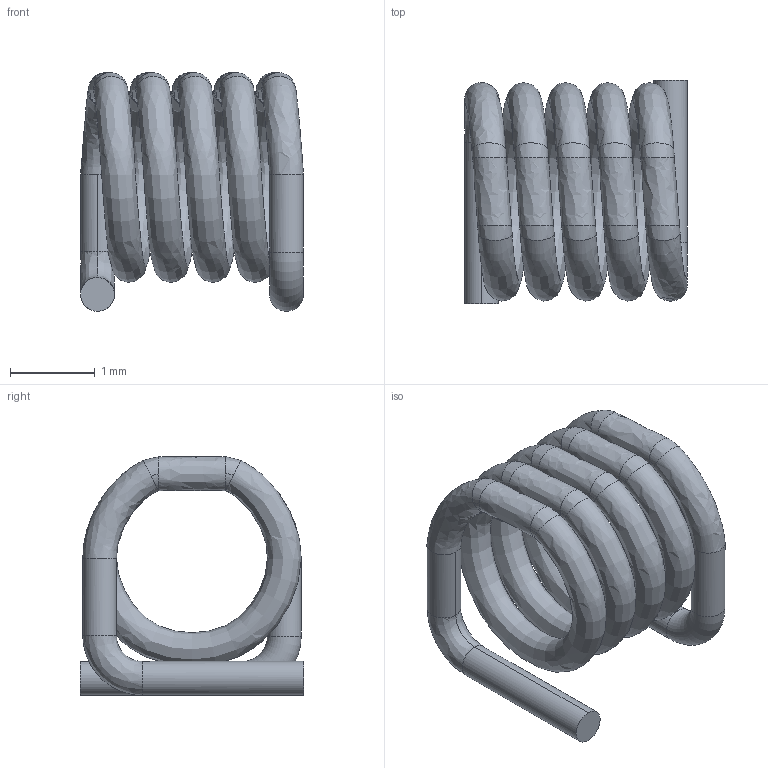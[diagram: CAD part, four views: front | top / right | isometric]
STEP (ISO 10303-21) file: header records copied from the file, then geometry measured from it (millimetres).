
FILE_DESCRIPTION(('STEP AP214'), '1');
FILE_NAME('1111SQ-27N', '', ('UNSPECIFIED'), ('UNSPECIFIED'), 'ASCON STEP Converter 1.6', 'ASCON Math Kernel', '');
FILE_SCHEMA(('AUTOMOTIVE_DESIGN { 1 0 10303 214 3 1 1}'));
Length unit declared in the file: millimetre
Products named in the file (2): Coilcraft-1111SQ-27N
Assembly tree (1 placements, depth 2):
  (unnamed)
    Coilcraft-1111SQ-27N
Bounding box: 2.64 x 2.64 x 2.82 mm (x, y, z)
Volume: 4.8 mm3; surface area: 47.9 mm2
Topology: 1 solids, 1 shells, 42 faces, 96 edges, 56 vertices
Faces by surface type: bspline 37, cylinder 2, plane 2, torus 1
Full cylindrical faces by diameter (mm): 0.4 x2
Entity records: 3209 total; most frequent: CARTESIAN_POINT 2065, ORIENTED_EDGE 164, DIRECTION 118, EDGE_CURVE 82, AXIS2_PLACEMENT_3D 57, EDGE_LOOP 56, VERTEX_POINT 56, FACE_BOUND 55
